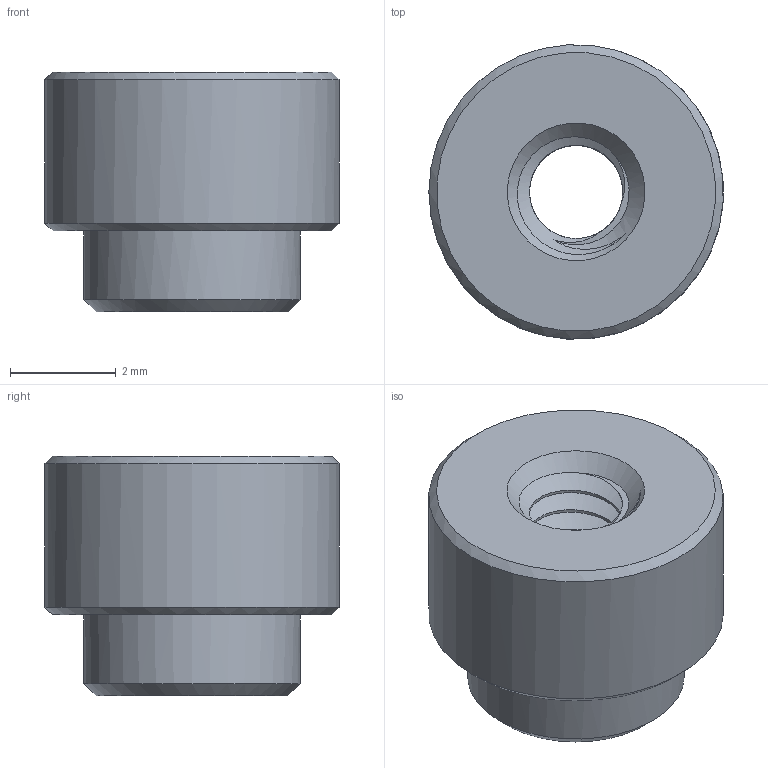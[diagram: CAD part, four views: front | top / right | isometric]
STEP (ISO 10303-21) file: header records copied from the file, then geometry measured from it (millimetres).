
FILE_DESCRIPTION(/* description */ (''),/* implementation_level */ '2;1');
FILE_NAME(/* name */ 'SMD_Nut_M2.5_T0.45_H3.0mm.step',/* time_stamp */ '2022-03-08T04:59:34+03:00',/* author */ (''),/* organization */ (''),/* preprocessor_version */ 'ST-DEVELOPER v18.1',/* originating_system */ 'Autodesk Translation Framework v10.13.0.1454',/* authorisation */ '');
FILE_SCHEMA (('AUTOMOTIVE_DESIGN { 1 0 10303 214 3 1 1 }'));
Length unit declared in the file: millimetre
Products named in the file (1): (Unsaved)
Bounding box: 5.55 x 5.56 x 4.53 mm (x, y, z)
Volume: 76.1 mm3; surface area: 159 mm2
Topology: 1 solids, 1 shells, 24 faces, 63 edges, 42 vertices
Faces by surface type: cylinder 12, cone 6, plane 4, bspline 2
Full cylindrical faces by diameter (mm): 1.76 x8, 4.09 x1, 5.56 x1
Entity records: 5591 total; most frequent: CARTESIAN_POINT 5003, ORIENTED_EDGE 126, DIRECTION 95, EDGE_CURVE 63, VERTEX_POINT 42, AXIS2_PLACEMENT_3D 39, B_SPLINE_CURVE_WITH_KNOTS 29, EDGE_LOOP 27
